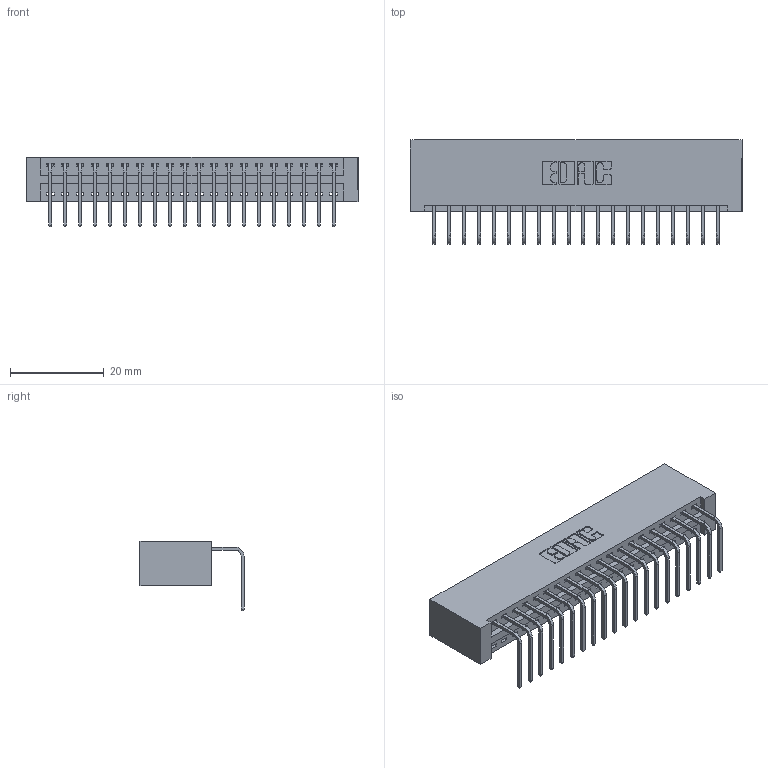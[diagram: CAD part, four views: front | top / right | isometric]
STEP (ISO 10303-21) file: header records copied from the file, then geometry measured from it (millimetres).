
FILE_DESCRIPTION (( 'STEP AP203' ), '1' );
FILE_NAME ('346-020-558-101.STEP', '2022-05-05T17:04:24', ( '' ), ( '' ), 'SwSTEP 2.0', 'SolidWorks 2020', '' );
FILE_SCHEMA (( 'CONFIG_CONTROL_DESIGN' ));
Length unit declared in the file: inch
Products named in the file (3): 346-020-558-101; 346 Part_No Mounting Lugs; 345-292-001_558 Tail - 2
Assembly tree (21 placements, depth 2):
  346-020-558-101
    346 Part_No Mounting Lugs
    345-292-001_558 Tail - 2  x20
Bounding box: 70.74 x 22.16 x 14.73 mm (x, y, z)
Volume: 7235.8 mm3; surface area: 9279 mm2
Topology: 21 solids, 21 shells, 1314 faces, 3945 edges, 2602 vertices
Faces by surface type: plane 912, cylinder 402
Entity records: 15181 total; most frequent: CARTESIAN_POINT 2616, ORIENTED_EDGE 2570, DIRECTION 2329, EDGE_CURVE 1285, VECTOR 1081, LINE 1081, VERTEX_POINT 854, AXIS2_PLACEMENT_3D 624
